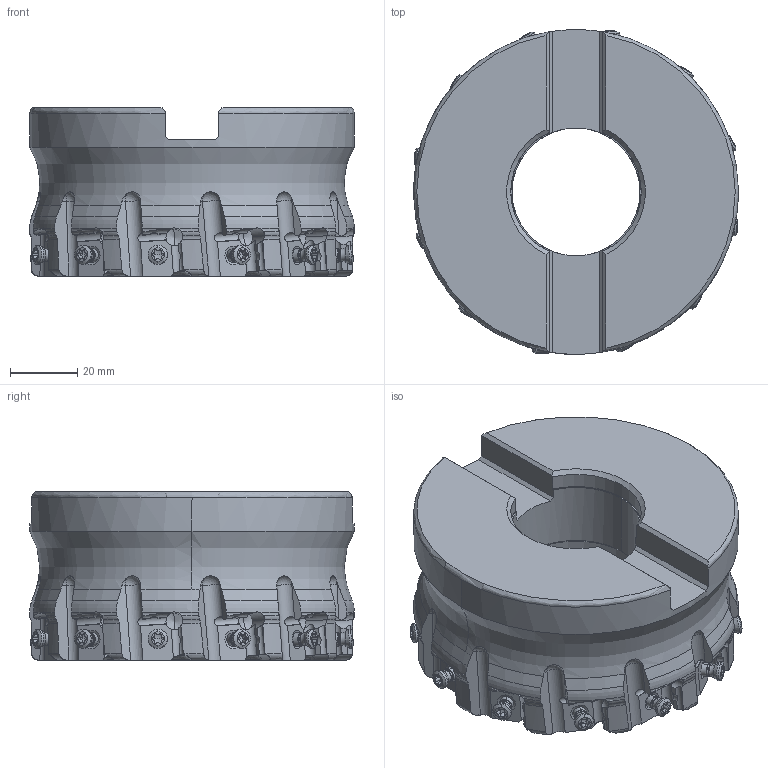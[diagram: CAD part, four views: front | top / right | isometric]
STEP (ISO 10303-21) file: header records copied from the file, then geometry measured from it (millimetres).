
FILE_DESCRIPTION(/* description */ (''),/* implementation_level */ '2;1');
FILE_NAME(/* name */ 'VOX400UR0412E.stp',/* time_stamp */ '2019-03-26T13:44:52+09:00',/* author */ (''),/* organization */ (''),/* preprocessor_version */ 'ST-DEVELOPER v16',/* originating_system */ 'SIEMENS PLM Software NX 10.0',/* authorisation */ '');
FILE_SCHEMA (('AUTOMOTIVE_DESIGN { 1 0 10303 214 3 1 1 1 }'));
Length unit declared in the file: millimetre
Products named in the file (1): VOX400UR0412E_ASM
Bounding box: 96.77 x 96.77 x 50.1 mm (x, y, z)
Volume: 235272.5 mm3; surface area: 40310.2 mm2
Topology: 13 solids, 13 shells, 1042 faces, 3056 edges, 1968 vertices
Faces by surface type: cylinder 452, cone 212, plane 200, torus 130, sphere 48
Entity records: 44555 total; most frequent: CARTESIAN_POINT 17557, ORIENTED_EDGE 5920, DIRECTION 5428, EDGE_CURVE 2960, AXIS2_PLACEMENT_3D 2248, VERTEX_POINT 1968, CIRCLE 1078, EDGE_LOOP 1068
